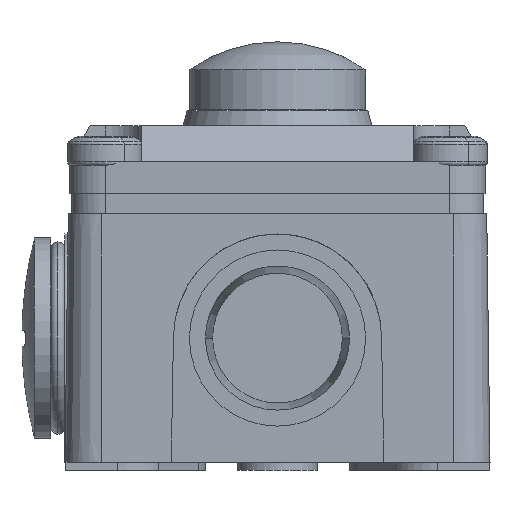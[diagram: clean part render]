
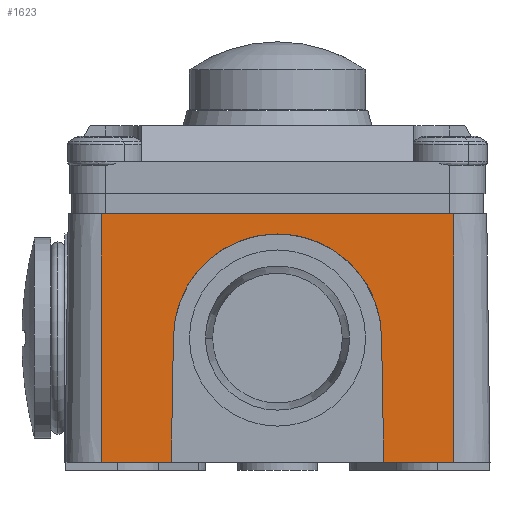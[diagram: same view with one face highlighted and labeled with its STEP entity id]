
A CAD part, front view. The second image highlights one B-rep face of the part: STEP entity #1623.
In plain terms, the highlighted planar face has unit normal (0, -1, 0.013).
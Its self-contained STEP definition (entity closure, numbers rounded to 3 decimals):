
#1623=ADVANCED_FACE('',(#3282,#3283),#3284,.T.);
#3282=FACE_OUTER_BOUND('',#4947,.T.);
#3283=FACE_BOUND('',#4948,.T.);
#3284=PLANE('',#4949);
#4947=EDGE_LOOP('',(#9649,#9650,#9651,#9652));
#4948=EDGE_LOOP('',(#9653,#9654,#9655,#9656));
#4949=AXIS2_PLACEMENT_3D('',#9657,#9658,#9659);
#9649=ORIENTED_EDGE('',*,*,#11345,.T.);
#9650=ORIENTED_EDGE('',*,*,#11681,.F.);
#9651=ORIENTED_EDGE('',*,*,#11581,.F.);
#9652=ORIENTED_EDGE('',*,*,#11679,.T.);
#9653=ORIENTED_EDGE('',*,*,#11484,.T.);
#9654=ORIENTED_EDGE('',*,*,#11480,.T.);
#9655=ORIENTED_EDGE('',*,*,#11491,.T.);
#9656=ORIENTED_EDGE('',*,*,#11488,.T.);
#9657=CARTESIAN_POINT('',(53.952,0.999,1.0));
#9658=DIRECTION('',(0.0,-1.,0.013));
#9659=DIRECTION('',(0.0,0.013,1.));
#11345=EDGE_CURVE('',#13920,#13918,#13921,.T.);
#11480=EDGE_CURVE('',#14108,#14109,#14110,.T.);
#11484=EDGE_CURVE('',#14115,#14108,#14116,.T.);
#11488=EDGE_CURVE('',#14121,#14115,#14122,.T.);
#11491=EDGE_CURVE('',#14109,#14121,#14125,.T.);
#11581=EDGE_CURVE('',#14257,#14259,#14260,.T.);
#11679=EDGE_CURVE('',#14257,#13920,#14393,.T.);
#11681=EDGE_CURVE('',#14259,#13918,#14395,.T.);
#13918=VERTEX_POINT('',#17776);
#13920=VERTEX_POINT('',#17778);
#13921=LINE('',#17779,#17780);
#14108=VERTEX_POINT('',#18120);
#14109=VERTEX_POINT('',#18121);
#14110=LINE('',#18122,#18123);
#14115=VERTEX_POINT('',#18130);
#14116=ELLIPSE('',#18131,13.001,13.0);
#14121=VERTEX_POINT('',#18137);
#14122=LINE('',#18138,#18139);
#14125=LINE('',#18143,#18144);
#14257=VERTEX_POINT('',#18336);
#14259=VERTEX_POINT('',#18338);
#14260=LINE('',#18339,#18340);
#14393=LINE('',#18523,#18524);
#14395=LINE('',#18526,#18527);
#17776=CARTESIAN_POINT('',(9.869,1.405,32.0));
#17778=CARTESIAN_POINT('',(53.952,1.405,32.0));
#17779=CARTESIAN_POINT('',(53.952,1.405,32.0));
#17780=VECTOR('',#20669,1.0);
#18120=CARTESIAN_POINT('',(44.908,1.205,16.727));
#18121=CARTESIAN_POINT('',(45.183,0.999,1.001));
#18122=CARTESIAN_POINT('',(45.116,1.049,4.855));
#18123=VECTOR('',#20807,1.0);
#18130=CARTESIAN_POINT('',(18.912,1.205,16.727));
#18131=AXIS2_PLACEMENT_3D('',#20810,#20811,#20812);
#18137=CARTESIAN_POINT('',(18.638,0.999,1.001));
#18138=CARTESIAN_POINT('',(18.712,1.054,5.239));
#18139=VECTOR('',#20817,1.0);
#18143=CARTESIAN_POINT('',(42.931,0.999,1.001));
#18144=VECTOR('',#20819,1.0);
#18336=CARTESIAN_POINT('',(53.952,0.999,1.0));
#18338=CARTESIAN_POINT('',(9.869,0.999,1.0));
#18339=CARTESIAN_POINT('',(53.952,0.999,1.0));
#18340=VECTOR('',#20934,1.0);
#18523=CARTESIAN_POINT('',(53.952,0.999,1.0));
#18524=VECTOR('',#21033,1.0);
#18526=CARTESIAN_POINT('',(9.869,0.999,1.0));
#18527=VECTOR('',#21034,1.0);
#20669=DIRECTION('',(-1.0,0.0,0.0));
#20807=DIRECTION('',(0.017,-0.013,-1.));
#20810=CARTESIAN_POINT('',(31.91,1.202,16.5));
#20811=DIRECTION('',(0.,1.,-0.013));
#20812=DIRECTION('',(0.,0.013,1.));
#20817=DIRECTION('',(0.017,0.013,1.));
#20819=DIRECTION('',(-1.0,0.0,-0.0));
#20934=DIRECTION('',(-1.0,0.0,0.0));
#21033=DIRECTION('',(0.0,0.013,1.));
#21034=DIRECTION('',(0.,0.013,1.));
